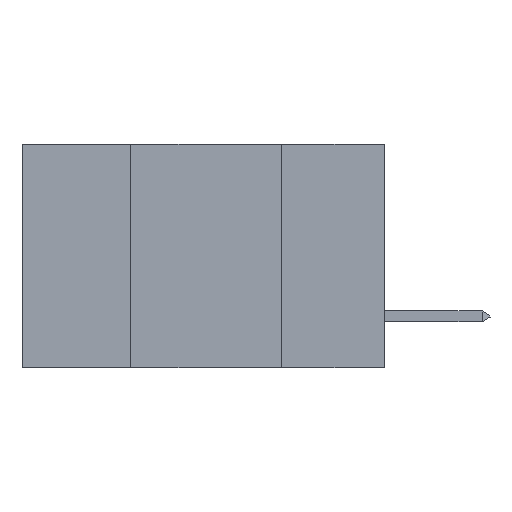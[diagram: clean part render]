
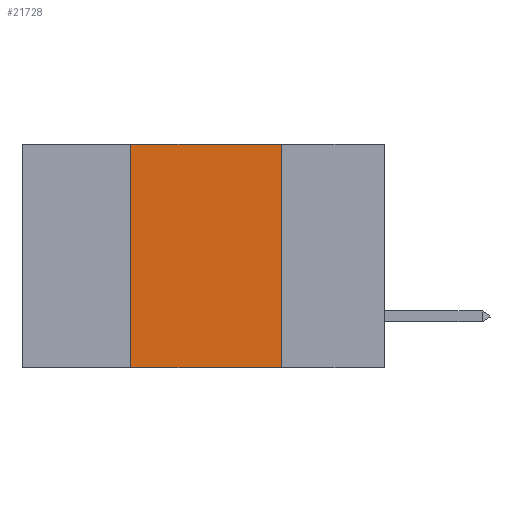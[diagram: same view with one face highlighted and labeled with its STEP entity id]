
A CAD part, left-side view. The second image highlights one B-rep face of the part: STEP entity #21728.
In plain terms, the highlighted planar face has unit normal (-1, 0, 0).
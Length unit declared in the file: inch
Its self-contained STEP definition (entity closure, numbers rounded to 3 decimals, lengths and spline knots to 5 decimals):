
#109 = FACE_OUTER_BOUND ( 'NONE', #960, .T. ) ;
#960 = EDGE_LOOP ( 'NONE', ( #4121, #5250, #2807, #2092 ) ) ;
#2015 = VECTOR ( 'NONE', #3219, 39.37008 ) ;
#2092 = ORIENTED_EDGE ( 'NONE', *, *, #5749, .T. ) ;
#2305 = LINE ( 'NONE', #14084, #2015 ) ;
#2807 = ORIENTED_EDGE ( 'NONE', *, *, #3573, .F. ) ;
#3069 = LINE ( 'NONE', #21297, #22903 ) ;
#3219 = DIRECTION ( 'NONE',  ( 0., 0., 1. ) ) ;
#3573 = EDGE_CURVE ( 'NONE', #21682, #6898, #2305, .T. ) ;
#3587 = VECTOR ( 'NONE', #18755, 39.37008 ) ;
#3772 = AXIS2_PLACEMENT_3D ( 'NONE', #18704, #14882, #9835 ) ;
#4113 = VECTOR ( 'NONE', #17791, 39.37008 ) ;
#4121 = ORIENTED_EDGE ( 'NONE', *, *, #21039, .F. ) ;
#4177 = LINE ( 'NONE', #11710, #3587 ) ;
#5209 = LINE ( 'NONE', #16049, #4113 ) ;
#5250 = ORIENTED_EDGE ( 'NONE', *, *, #15491, .F. ) ;
#5749 = EDGE_CURVE ( 'NONE', #21682, #20562, #4177, .T. ) ;
#6898 = VERTEX_POINT ( 'NONE', #10464 ) ;
#8127 = CARTESIAN_POINT ( 'NONE',  ( 0., 0.17, 0. ) ) ;
#9835 = DIRECTION ( 'NONE',  ( 0., 0., -1. ) ) ;
#10464 = CARTESIAN_POINT ( 'NONE',  ( 0., 0.42, 0. ) ) ;
#11364 = PLANE ( 'NONE',  #3772 ) ;
#11710 = CARTESIAN_POINT ( 'NONE',  ( 0., 0.6, -0.37 ) ) ;
#14084 = CARTESIAN_POINT ( 'NONE',  ( 0., 0.42, 0. ) ) ;
#14177 = VERTEX_POINT ( 'NONE', #8127 ) ;
#14882 = DIRECTION ( 'NONE',  ( 1., 0., 0. ) ) ;
#15491 = EDGE_CURVE ( 'NONE', #6898, #14177, #3069, .T. ) ;
#15843 = CARTESIAN_POINT ( 'NONE',  ( 0., 0.42, -0.37 ) ) ;
#16006 = DIRECTION ( 'NONE',  ( 0., -1., 0. ) ) ;
#16049 = CARTESIAN_POINT ( 'NONE',  ( 0., 0.17, 0. ) ) ;
#17791 = DIRECTION ( 'NONE',  ( 0., 0., -1. ) ) ;
#18704 = CARTESIAN_POINT ( 'NONE',  ( 0., 0.6, 0. ) ) ;
#18755 = DIRECTION ( 'NONE',  ( 0., -1., 0. ) ) ;
#18892 = CARTESIAN_POINT ( 'NONE',  ( 0., 0.17, -0.37 ) ) ;
#20562 = VERTEX_POINT ( 'NONE', #18892 ) ;
#21039 = EDGE_CURVE ( 'NONE', #14177, #20562, #5209, .T. ) ;
#21297 = CARTESIAN_POINT ( 'NONE',  ( 0., 0.6, 0. ) ) ;
#21682 = VERTEX_POINT ( 'NONE', #15843 ) ;
#21728 = ADVANCED_FACE ( 'NONE', ( #109 ), #11364, .F. ) ;
#22903 = VECTOR ( 'NONE', #16006, 39.37008 ) ;
